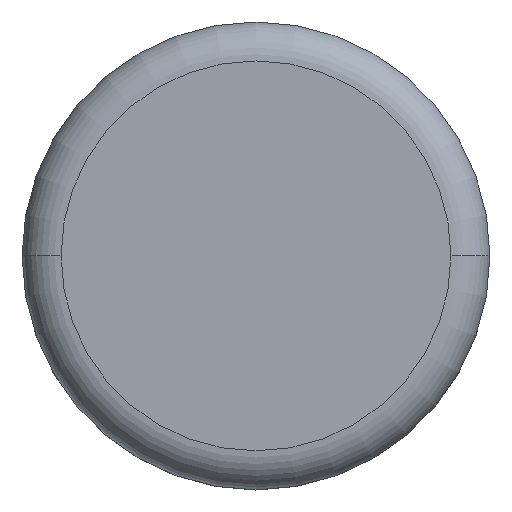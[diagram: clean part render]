
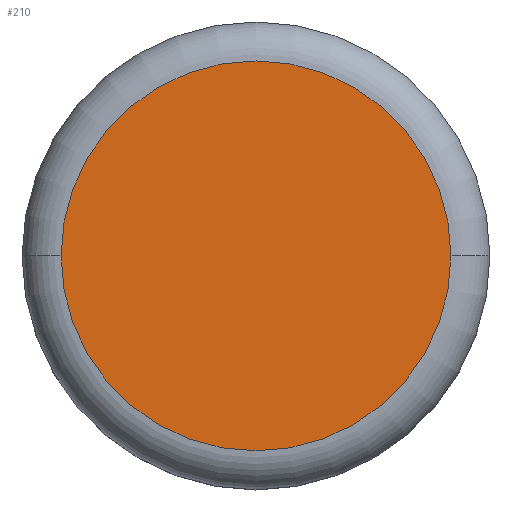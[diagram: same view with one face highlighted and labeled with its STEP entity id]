
A CAD part, top view. The second image highlights one B-rep face of the part: STEP entity #210.
In plain terms, the highlighted planar face has unit normal (0, 0, 1).
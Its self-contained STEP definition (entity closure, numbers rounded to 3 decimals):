
#22 = VERTEX_POINT ( 'NONE', #356 ) ;
#28 = CARTESIAN_POINT ( 'NONE',  ( 25., -8.762, 215.028 ) ) ;
#65 = DIRECTION ( 'NONE',  ( -1., 0., 0. ) ) ;
#125 = DIRECTION ( 'NONE',  ( -1., 0., 0. ) ) ;
#164 = DIRECTION ( 'NONE',  ( 0., 0., 1. ) ) ;
#165 = AXIS2_PLACEMENT_3D ( 'NONE', #457, #498, #65 ) ;
#192 = ORIENTED_EDGE ( 'NONE', *, *, #360, .T. ) ;
#197 = DIRECTION ( 'NONE',  ( -1., 0., 0. ) ) ;
#210 = ADVANCED_FACE ( 'NONE', ( #328 ), #314, .F. ) ;
#314 = PLANE ( 'NONE',  #165 ) ;
#326 = EDGE_LOOP ( 'NONE', ( #192, #546 ) ) ;
#328 = FACE_OUTER_BOUND ( 'NONE', #326, .T. ) ;
#355 = CARTESIAN_POINT ( 'NONE',  ( 0., -8.762, 215.028 ) ) ;
#356 = CARTESIAN_POINT ( 'NONE',  ( -25., -8.762, 215.028 ) ) ;
#360 = EDGE_CURVE ( 'NONE', #22, #596, #380, .T. ) ;
#371 = AXIS2_PLACEMENT_3D ( 'NONE', #551, #164, #125 ) ;
#380 = CIRCLE ( 'NONE', #540, 25. ) ;
#446 = DIRECTION ( 'NONE',  ( 0., 0., 1. ) ) ;
#455 = CIRCLE ( 'NONE', #371, 25. ) ;
#457 = CARTESIAN_POINT ( 'NONE',  ( 0., 0., 215.028 ) ) ;
#498 = DIRECTION ( 'NONE',  ( 0., 0., -1. ) ) ;
#540 = AXIS2_PLACEMENT_3D ( 'NONE', #355, #446, #197 ) ;
#546 = ORIENTED_EDGE ( 'NONE', *, *, #581, .T. ) ;
#551 = CARTESIAN_POINT ( 'NONE',  ( 0., -8.762, 215.028 ) ) ;
#581 = EDGE_CURVE ( 'NONE', #596, #22, #455, .T. ) ;
#596 = VERTEX_POINT ( 'NONE', #28 ) ;
